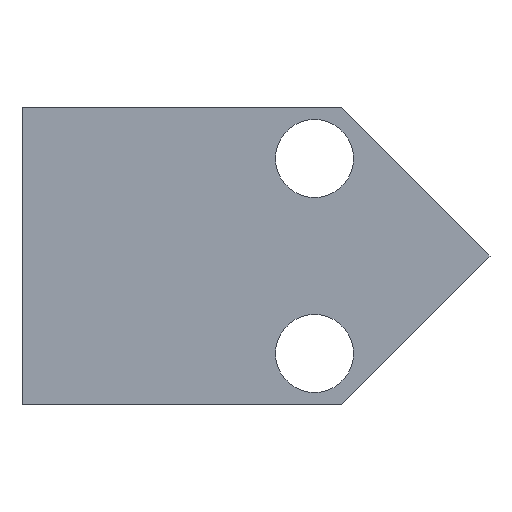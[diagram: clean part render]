
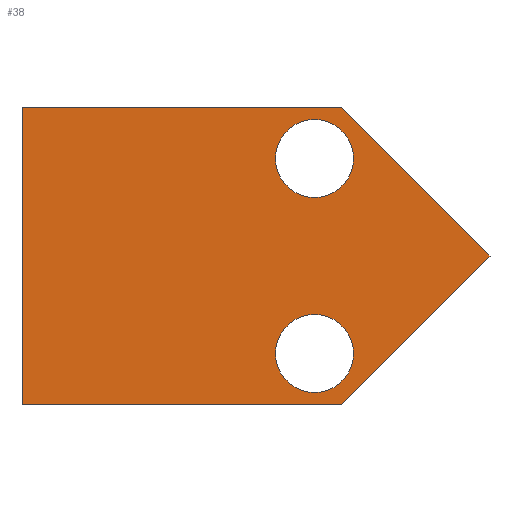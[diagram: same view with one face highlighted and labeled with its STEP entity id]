
A CAD part, front view. The second image highlights one B-rep face of the part: STEP entity #38.
In plain terms, the highlighted planar face has unit normal (0, -1, 0).
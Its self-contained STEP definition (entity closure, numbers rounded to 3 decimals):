
#38 = ADVANCED_FACE ( 'NONE', ( #48, #61, #59 ), #248, .F. ) ;
#48 = FACE_BOUND ( 'NONE', #417, .T. ) ;
#59 = FACE_OUTER_BOUND ( 'NONE', #405, .T. ) ;
#61 = FACE_BOUND ( 'NONE', #403, .T. ) ;
#73 = CIRCLE ( 'NONE', #142, 10. ) ;
#76 = CIRCLE ( 'NONE', #185, 10. ) ;
#82 = LINE ( 'NONE', #295, #83 ) ;
#83 = VECTOR ( 'NONE', #296, 1000. ) ;
#85 = LINE ( 'NONE', #307, #94 ) ;
#89 = LINE ( 'NONE', #303, #90 ) ;
#90 = VECTOR ( 'NONE', #304, 1000. ) ;
#94 = VECTOR ( 'NONE', #311, 1000. ) ;
#97 = LINE ( 'NONE', #314, #98 ) ;
#98 = VECTOR ( 'NONE', #315, 1000. ) ;
#99 = LINE ( 'NONE', #316, #100 ) ;
#100 = VECTOR ( 'NONE', #317, 1000. ) ;
#103 = CIRCLE ( 'NONE', #187, 10. ) ;
#104 = CIRCLE ( 'NONE', #188, 10. ) ;
#142 = AXIS2_PLACEMENT_3D ( 'NONE', #282, #283, #284 ) ;
#152 = EDGE_CURVE ( 'NONE', #209, #228, #73, .T. ) ;
#154 = EDGE_CURVE ( 'NONE', #211, #226, #76, .T. ) ;
#158 = EDGE_CURVE ( 'NONE', #224, #210, #82, .T. ) ;
#162 = EDGE_CURVE ( 'NONE', #222, #224, #89, .T. ) ;
#165 = EDGE_CURVE ( 'NONE', #213, #222, #85, .T. ) ;
#167 = EDGE_CURVE ( 'NONE', #213, #212, #97, .T. ) ;
#168 = EDGE_CURVE ( 'NONE', #210, #212, #99, .T. ) ;
#171 = EDGE_CURVE ( 'NONE', #228, #209, #103, .T. ) ;
#172 = EDGE_CURVE ( 'NONE', #226, #211, #104, .T. ) ;
#178 = AXIS2_PLACEMENT_3D ( 'NONE', #247, #249, #250 ) ;
#185 = AXIS2_PLACEMENT_3D ( 'NONE', #285, #287, #288 ) ;
#187 = AXIS2_PLACEMENT_3D ( 'NONE', #318, #325, #326 ) ;
#188 = AXIS2_PLACEMENT_3D ( 'NONE', #321, #329, #330 ) ;
#209 = VERTEX_POINT ( 'NONE', #327 ) ;
#210 = VERTEX_POINT ( 'NONE', #328 ) ;
#211 = VERTEX_POINT ( 'NONE', #331 ) ;
#212 = VERTEX_POINT ( 'NONE', #332 ) ;
#213 = VERTEX_POINT ( 'NONE', #333 ) ;
#222 = VERTEX_POINT ( 'NONE', #338 ) ;
#224 = VERTEX_POINT ( 'NONE', #340 ) ;
#226 = VERTEX_POINT ( 'NONE', #342 ) ;
#228 = VERTEX_POINT ( 'NONE', #344 ) ;
#247 = CARTESIAN_POINT ( 'NONE',  ( -50.708, 0., -38.1 ) ) ;
#248 = PLANE ( 'NONE',  #178 ) ;
#249 = DIRECTION ( 'NONE',  ( 0., 1., 0. ) ) ;
#250 = DIRECTION ( 'NONE',  ( 0., 0., 1. ) ) ;
#282 = CARTESIAN_POINT ( 'NONE',  ( 75., 0., -13.1 ) ) ;
#283 = DIRECTION ( 'NONE',  ( 0., 1., 0. ) ) ;
#284 = DIRECTION ( 'NONE',  ( 0., 0., 1. ) ) ;
#285 = CARTESIAN_POINT ( 'NONE',  ( 75., 0., -63.1 ) ) ;
#287 = DIRECTION ( 'NONE',  ( 0., 1., 0. ) ) ;
#288 = DIRECTION ( 'NONE',  ( 0., 0., 1. ) ) ;
#295 = CARTESIAN_POINT ( 'NONE',  ( 34.646, 0., -123.454 ) ) ;
#296 = DIRECTION ( 'NONE',  ( 0.707, 0., 0.707 ) ) ;
#303 = CARTESIAN_POINT ( 'NONE',  ( -50.708, 0., -76.2 ) ) ;
#304 = DIRECTION ( 'NONE',  ( 1., 0., 0. ) ) ;
#307 = CARTESIAN_POINT ( 'NONE',  ( 0., 0., -38.1 ) ) ;
#311 = DIRECTION ( 'NONE',  ( 0., 0., -1. ) ) ;
#314 = CARTESIAN_POINT ( 'NONE',  ( -50.708, 0., 0. ) ) ;
#315 = DIRECTION ( 'NONE',  ( 1., 0., 0. ) ) ;
#316 = CARTESIAN_POINT ( 'NONE',  ( 34.646, 0., 47.254 ) ) ;
#317 = DIRECTION ( 'NONE',  ( -0.707, 0., 0.707 ) ) ;
#318 = CARTESIAN_POINT ( 'NONE',  ( 75., 0., -13.1 ) ) ;
#321 = CARTESIAN_POINT ( 'NONE',  ( 75., 0., -63.1 ) ) ;
#325 = DIRECTION ( 'NONE',  ( 0., 1., 0. ) ) ;
#326 = DIRECTION ( 'NONE',  ( 0., 0., 1. ) ) ;
#327 = CARTESIAN_POINT ( 'NONE',  ( 75., 0., -23.1 ) ) ;
#328 = CARTESIAN_POINT ( 'NONE',  ( 120., 0., -38.1 ) ) ;
#329 = DIRECTION ( 'NONE',  ( 0., 1., 0. ) ) ;
#330 = DIRECTION ( 'NONE',  ( 0., 0., 1. ) ) ;
#331 = CARTESIAN_POINT ( 'NONE',  ( 75., 0., -73.1 ) ) ;
#332 = CARTESIAN_POINT ( 'NONE',  ( 81.9, 0., 0. ) ) ;
#333 = CARTESIAN_POINT ( 'NONE',  ( 0., 0., 0. ) ) ;
#338 = CARTESIAN_POINT ( 'NONE',  ( 0., 0., -76.2 ) ) ;
#340 = CARTESIAN_POINT ( 'NONE',  ( 81.9, 0., -76.2 ) ) ;
#342 = CARTESIAN_POINT ( 'NONE',  ( 75., 0., -53.1 ) ) ;
#344 = CARTESIAN_POINT ( 'NONE',  ( 75., 0., -3.1 ) ) ;
#373 = ORIENTED_EDGE ( 'NONE', *, *, #172, .T. ) ;
#379 = ORIENTED_EDGE ( 'NONE', *, *, #158, .T. ) ;
#383 = ORIENTED_EDGE ( 'NONE', *, *, #168, .T. ) ;
#385 = ORIENTED_EDGE ( 'NONE', *, *, #162, .T. ) ;
#386 = ORIENTED_EDGE ( 'NONE', *, *, #152, .T. ) ;
#387 = ORIENTED_EDGE ( 'NONE', *, *, #154, .T. ) ;
#388 = ORIENTED_EDGE ( 'NONE', *, *, #167, .F. ) ;
#389 = ORIENTED_EDGE ( 'NONE', *, *, #165, .T. ) ;
#403 = EDGE_LOOP ( 'NONE', ( #373, #387 ) ) ;
#405 = EDGE_LOOP ( 'NONE', ( #379, #383, #388, #389, #385 ) ) ;
#412 = ORIENTED_EDGE ( 'NONE', *, *, #171, .T. ) ;
#417 = EDGE_LOOP ( 'NONE', ( #412, #386 ) ) ;
